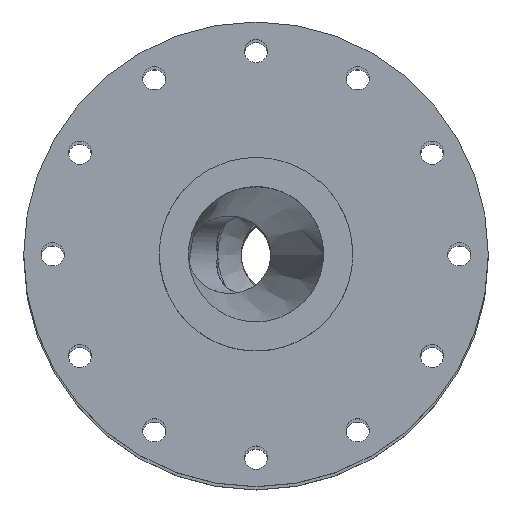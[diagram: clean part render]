
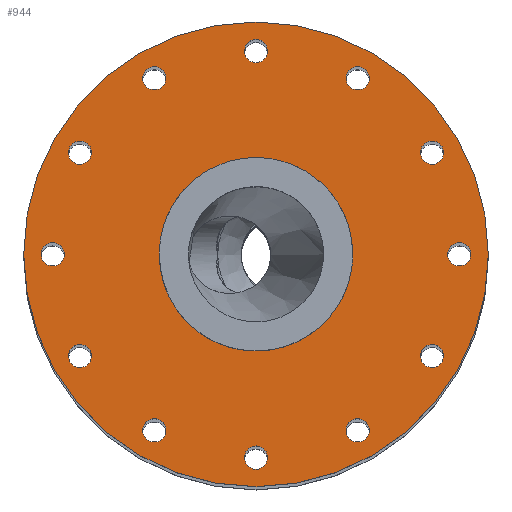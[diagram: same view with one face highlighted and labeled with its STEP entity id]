
A CAD part, top view. The second image highlights one B-rep face of the part: STEP entity #944.
In plain terms, the highlighted planar face has unit normal (0, 0, 1).
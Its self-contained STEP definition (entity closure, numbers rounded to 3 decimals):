
#24 = VERTEX_POINT('',#25);
#25 = CARTESIAN_POINT('',(31.,60.622,580.));
#31 = EDGE_CURVE('',#24,#24,#32,.T.);
#32 = CIRCLE('',#33,4.);
#33 = AXIS2_PLACEMENT_3D('',#34,#35,#36);
#34 = CARTESIAN_POINT('',(35.,60.622,580.));
#35 = DIRECTION('',(0.,0.,-1.));
#36 = DIRECTION('',(1.,0.,0.));
#57 = VERTEX_POINT('',#58);
#58 = CARTESIAN_POINT('',(31.,-60.622,580.));
#64 = EDGE_CURVE('',#57,#57,#65,.T.);
#65 = CIRCLE('',#66,4.);
#66 = AXIS2_PLACEMENT_3D('',#67,#68,#69);
#67 = CARTESIAN_POINT('',(35.,-60.622,580.));
#68 = DIRECTION('',(0.,0.,-1.));
#69 = DIRECTION('',(1.,0.,0.));
#90 = VERTEX_POINT('',#91);
#91 = CARTESIAN_POINT('',(-74.,0.,580.));
#97 = EDGE_CURVE('',#90,#90,#98,.T.);
#98 = CIRCLE('',#99,4.);
#99 = AXIS2_PLACEMENT_3D('',#100,#101,#102);
#100 = CARTESIAN_POINT('',(-70.,0.,580.));
#101 = DIRECTION('',(0.,0.,-1.));
#102 = DIRECTION('',(1.,0.,0.));
#123 = VERTEX_POINT('',#124);
#124 = CARTESIAN_POINT('',(-64.622,-35.,580.));
#130 = EDGE_CURVE('',#123,#123,#131,.T.);
#131 = CIRCLE('',#132,4.);
#132 = AXIS2_PLACEMENT_3D('',#133,#134,#135);
#133 = CARTESIAN_POINT('',(-60.622,-35.,580.));
#134 = DIRECTION('',(0.,0.,-1.));
#135 = DIRECTION('',(1.,0.,0.));
#156 = VERTEX_POINT('',#157);
#157 = CARTESIAN_POINT('',(56.622,-35.,580.));
#163 = EDGE_CURVE('',#156,#156,#164,.T.);
#164 = CIRCLE('',#165,4.);
#165 = AXIS2_PLACEMENT_3D('',#166,#167,#168);
#166 = CARTESIAN_POINT('',(60.622,-35.,580.));
#167 = DIRECTION('',(0.,0.,-1.));
#168 = DIRECTION('',(1.,0.,0.));
#189 = VERTEX_POINT('',#190);
#190 = CARTESIAN_POINT('',(-4.,70.,580.));
#196 = EDGE_CURVE('',#189,#189,#197,.T.);
#197 = CIRCLE('',#198,4.);
#198 = AXIS2_PLACEMENT_3D('',#199,#200,#201);
#199 = CARTESIAN_POINT('',(0.,70.,580.));
#200 = DIRECTION('',(0.,0.,-1.));
#201 = DIRECTION('',(1.,0.,0.));
#222 = VERTEX_POINT('',#223);
#223 = CARTESIAN_POINT('',(56.622,35.,580.));
#229 = EDGE_CURVE('',#222,#222,#230,.T.);
#230 = CIRCLE('',#231,4.);
#231 = AXIS2_PLACEMENT_3D('',#232,#233,#234);
#232 = CARTESIAN_POINT('',(60.622,35.,580.));
#233 = DIRECTION('',(0.,0.,-1.));
#234 = DIRECTION('',(1.,0.,0.));
#255 = VERTEX_POINT('',#256);
#256 = CARTESIAN_POINT('',(-4.,-70.,580.));
#262 = EDGE_CURVE('',#255,#255,#263,.T.);
#263 = CIRCLE('',#264,4.);
#264 = AXIS2_PLACEMENT_3D('',#265,#266,#267);
#265 = CARTESIAN_POINT('',(0.,-70.,580.));
#266 = DIRECTION('',(0.,0.,-1.));
#267 = DIRECTION('',(1.,0.,0.));
#288 = VERTEX_POINT('',#289);
#289 = CARTESIAN_POINT('',(-64.622,35.,580.));
#295 = EDGE_CURVE('',#288,#288,#296,.T.);
#296 = CIRCLE('',#297,4.);
#297 = AXIS2_PLACEMENT_3D('',#298,#299,#300);
#298 = CARTESIAN_POINT('',(-60.622,35.,580.));
#299 = DIRECTION('',(0.,0.,-1.));
#300 = DIRECTION('',(1.,0.,0.));
#321 = VERTEX_POINT('',#322);
#322 = CARTESIAN_POINT('',(-39.,-60.622,580.));
#328 = EDGE_CURVE('',#321,#321,#329,.T.);
#329 = CIRCLE('',#330,4.);
#330 = AXIS2_PLACEMENT_3D('',#331,#332,#333);
#331 = CARTESIAN_POINT('',(-35.,-60.622,580.));
#332 = DIRECTION('',(0.,0.,-1.));
#333 = DIRECTION('',(1.,0.,0.));
#354 = VERTEX_POINT('',#355);
#355 = CARTESIAN_POINT('',(66.,0.,580.));
#361 = EDGE_CURVE('',#354,#354,#362,.T.);
#362 = CIRCLE('',#363,4.);
#363 = AXIS2_PLACEMENT_3D('',#364,#365,#366);
#364 = CARTESIAN_POINT('',(70.,0.,580.));
#365 = DIRECTION('',(0.,0.,-1.));
#366 = DIRECTION('',(1.,0.,0.));
#387 = VERTEX_POINT('',#388);
#388 = CARTESIAN_POINT('',(-39.,60.622,580.));
#394 = EDGE_CURVE('',#387,#387,#395,.T.);
#395 = CIRCLE('',#396,4.);
#396 = AXIS2_PLACEMENT_3D('',#397,#398,#399);
#397 = CARTESIAN_POINT('',(-35.,60.622,580.));
#398 = DIRECTION('',(0.,0.,-1.));
#399 = DIRECTION('',(1.,0.,0.));
#417 = EDGE_CURVE('',#418,#420,#422,.T.);
#418 = VERTEX_POINT('',#419);
#419 = CARTESIAN_POINT('',(33.288,0.,580.));
#420 = VERTEX_POINT('',#421);
#421 = CARTESIAN_POINT('',(-33.288,0.,580.));
#422 = B_SPLINE_CURVE_WITH_KNOTS('',3,(#423,#424,#425,#426,#427,#428,
    #429,#430,#431,#432,#433,#434,#435,#436,#437,#438,#439,#440,#441,
    #442,#443,#444,#445,#446,#447),.UNSPECIFIED.,.F.,.F.,(4,3,3,3,3,3,3,
    3,4),(0.,0.072,0.147,0.197,
    0.265,0.356,0.409,0.47,0.5),
  .UNSPECIFIED.);
#423 = CARTESIAN_POINT('',(33.288,0.,580.));
#424 = CARTESIAN_POINT('',(33.288,-5.072,580.));
#425 = CARTESIAN_POINT('',(32.133,-10.066,580.));
#426 = CARTESIAN_POINT('',(29.905,-14.622,580.));
#427 = CARTESIAN_POINT('',(27.622,-19.292,580.));
#428 = CARTESIAN_POINT('',(24.284,-23.354,580.));
#429 = CARTESIAN_POINT('',(20.146,-26.5,580.));
#430 = CARTESIAN_POINT('',(17.338,-28.635,580.));
#431 = CARTESIAN_POINT('',(14.213,-30.308,580.));
#432 = CARTESIAN_POINT('',(10.879,-31.46,580.));
#433 = CARTESIAN_POINT('',(6.39,-33.013,580.));
#434 = CARTESIAN_POINT('',(1.629,-33.586,580.));
#435 = CARTESIAN_POINT('',(-3.102,-33.143,580.));
#436 = CARTESIAN_POINT('',(-9.483,-32.546,580.));
#437 = CARTESIAN_POINT('',(-15.538,-30.129,580.));
#438 = CARTESIAN_POINT('',(-20.576,-26.168,580.));
#439 = CARTESIAN_POINT('',(-23.49,-23.876,580.));
#440 = CARTESIAN_POINT('',(-25.998,-21.117,580.));
#441 = CARTESIAN_POINT('',(-28.003,-17.998,580.));
#442 = CARTESIAN_POINT('',(-30.308,-14.412,580.));
#443 = CARTESIAN_POINT('',(-31.901,-10.423,580.));
#444 = CARTESIAN_POINT('',(-32.699,-6.235,580.));
#445 = CARTESIAN_POINT('',(-33.091,-4.179,580.));
#446 = CARTESIAN_POINT('',(-33.288,-2.092,580.));
#447 = CARTESIAN_POINT('',(-33.288,0.,580.));
#547 = EDGE_CURVE('',#420,#418,#548,.T.);
#548 = B_SPLINE_CURVE_WITH_KNOTS('',3,(#549,#550,#551,#552,#553,#554,
    #555,#556,#557,#558,#559,#560,#561,#562,#563,#564,#565,#566,#567,
    #568,#569,#570,#571,#572,#573),.UNSPECIFIED.,.F.,.F.,(4,3,3,3,3,3,3,
    3,4),(-0.5,-0.46,-0.38,-0.287,
    -0.237,-0.184,-0.126,-0.065,0.
    ),.UNSPECIFIED.);
#549 = CARTESIAN_POINT('',(-33.288,0.,580.));
#550 = CARTESIAN_POINT('',(-33.288,2.795,580.));
#551 = CARTESIAN_POINT('',(-32.937,5.576,580.));
#552 = CARTESIAN_POINT('',(-32.241,8.283,580.));
#553 = CARTESIAN_POINT('',(-30.837,13.748,580.));
#554 = CARTESIAN_POINT('',(-28.075,18.754,580.));
#555 = CARTESIAN_POINT('',(-24.201,22.856,580.));
#556 = CARTESIAN_POINT('',(-19.741,27.579,580.));
#557 = CARTESIAN_POINT('',(-14.016,30.885,580.));
#558 = CARTESIAN_POINT('',(-7.696,32.386,580.));
#559 = CARTESIAN_POINT('',(-4.293,33.195,580.));
#560 = CARTESIAN_POINT('',(-0.787,33.462,580.));
#561 = CARTESIAN_POINT('',(2.7,33.179,580.));
#562 = CARTESIAN_POINT('',(6.433,32.875,580.));
#563 = CARTESIAN_POINT('',(10.083,31.945,580.));
#564 = CARTESIAN_POINT('',(13.506,30.425,580.));
#565 = CARTESIAN_POINT('',(17.171,28.798,580.));
#566 = CARTESIAN_POINT('',(20.508,26.526,580.));
#567 = CARTESIAN_POINT('',(23.364,23.712,580.));
#568 = CARTESIAN_POINT('',(26.422,20.698,580.));
#569 = CARTESIAN_POINT('',(28.865,17.128,580.));
#570 = CARTESIAN_POINT('',(30.566,13.185,580.));
#571 = CARTESIAN_POINT('',(32.363,9.019,580.));
#572 = CARTESIAN_POINT('',(33.288,4.538,580.));
#573 = CARTESIAN_POINT('',(33.288,0.,580.));
#915 = EDGE_CURVE('',#916,#916,#918,.T.);
#916 = VERTEX_POINT('',#917);
#917 = CARTESIAN_POINT('',(80.,0.,580.));
#918 = CIRCLE('',#919,80.);
#919 = AXIS2_PLACEMENT_3D('',#920,#921,#922);
#920 = CARTESIAN_POINT('',(0.,0.,580.));
#921 = DIRECTION('',(0.,0.,1.));
#922 = DIRECTION('',(-1.,0.,0.));
#944 = ADVANCED_FACE('',(#945,#948,#951,#954,#957,#960,#963,#966,#969,
    #972,#975,#978,#981,#984),#988,.T.);
#945 = FACE_BOUND('',#946,.T.);
#946 = EDGE_LOOP('',(#947));
#947 = ORIENTED_EDGE('',*,*,#915,.T.);
#948 = FACE_BOUND('',#949,.T.);
#949 = EDGE_LOOP('',(#950));
#950 = ORIENTED_EDGE('',*,*,#31,.T.);
#951 = FACE_BOUND('',#952,.T.);
#952 = EDGE_LOOP('',(#953));
#953 = ORIENTED_EDGE('',*,*,#64,.T.);
#954 = FACE_BOUND('',#955,.T.);
#955 = EDGE_LOOP('',(#956));
#956 = ORIENTED_EDGE('',*,*,#97,.T.);
#957 = FACE_BOUND('',#958,.T.);
#958 = EDGE_LOOP('',(#959));
#959 = ORIENTED_EDGE('',*,*,#130,.T.);
#960 = FACE_BOUND('',#961,.T.);
#961 = EDGE_LOOP('',(#962));
#962 = ORIENTED_EDGE('',*,*,#163,.T.);
#963 = FACE_BOUND('',#964,.T.);
#964 = EDGE_LOOP('',(#965));
#965 = ORIENTED_EDGE('',*,*,#196,.T.);
#966 = FACE_BOUND('',#967,.T.);
#967 = EDGE_LOOP('',(#968));
#968 = ORIENTED_EDGE('',*,*,#229,.T.);
#969 = FACE_BOUND('',#970,.T.);
#970 = EDGE_LOOP('',(#971));
#971 = ORIENTED_EDGE('',*,*,#262,.T.);
#972 = FACE_BOUND('',#973,.T.);
#973 = EDGE_LOOP('',(#974));
#974 = ORIENTED_EDGE('',*,*,#295,.T.);
#975 = FACE_BOUND('',#976,.T.);
#976 = EDGE_LOOP('',(#977));
#977 = ORIENTED_EDGE('',*,*,#328,.T.);
#978 = FACE_BOUND('',#979,.T.);
#979 = EDGE_LOOP('',(#980));
#980 = ORIENTED_EDGE('',*,*,#361,.T.);
#981 = FACE_BOUND('',#982,.T.);
#982 = EDGE_LOOP('',(#983));
#983 = ORIENTED_EDGE('',*,*,#394,.T.);
#984 = FACE_BOUND('',#985,.T.);
#985 = EDGE_LOOP('',(#986,#987));
#986 = ORIENTED_EDGE('',*,*,#417,.T.);
#987 = ORIENTED_EDGE('',*,*,#547,.T.);
#988 = PLANE('',#989);
#989 = AXIS2_PLACEMENT_3D('',#990,#991,#992);
#990 = CARTESIAN_POINT('',(0.,0.,580.));
#991 = DIRECTION('',(0.,0.,1.));
#992 = DIRECTION('',(-1.,0.,0.));
